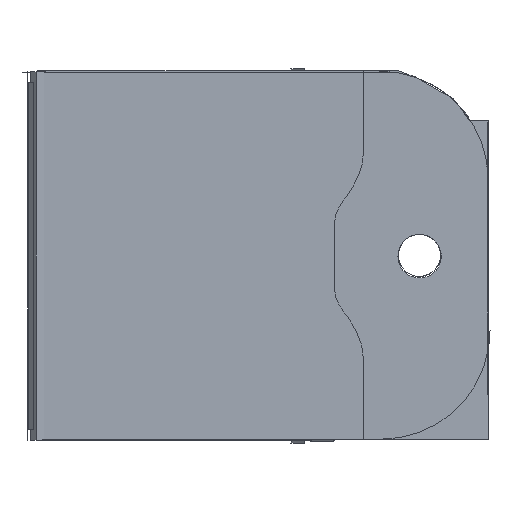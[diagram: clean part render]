
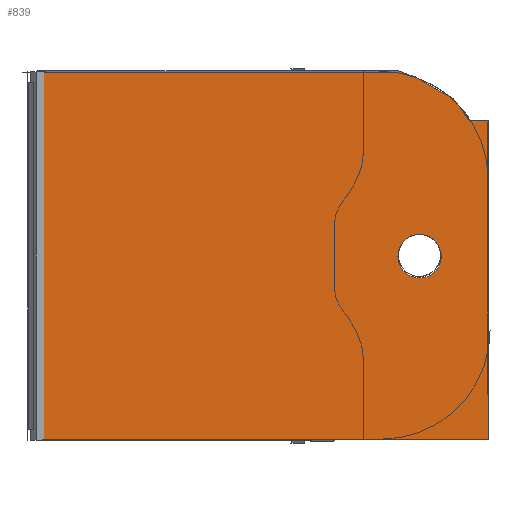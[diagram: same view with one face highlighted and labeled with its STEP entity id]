
A CAD part, front view. The second image highlights one B-rep face of the part: STEP entity #839.
In plain terms, the highlighted planar face has unit normal (0, -1, 0).
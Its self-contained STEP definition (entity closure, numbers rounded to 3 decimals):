
#20=FACE_BOUND('',#164,.T.);
#68=CIRCLE('',#930,4.);
#126=FACE_OUTER_BOUND('',#163,.T.);
#163=EDGE_LOOP('',(#780,#781,#782,#783,#784,#785,#786,#787));
#164=EDGE_LOOP('',(#788));
#252=LINE('',#2090,#347);
#253=LINE('',#2092,#348);
#254=LINE('',#2094,#349);
#255=LINE('',#2096,#350);
#256=LINE('',#2098,#351);
#257=LINE('',#2100,#352);
#258=LINE('',#2102,#353);
#259=LINE('',#2103,#354);
#347=VECTOR('',#1114,10.);
#348=VECTOR('',#1115,10.);
#349=VECTOR('',#1116,10.);
#350=VECTOR('',#1117,10.);
#351=VECTOR('',#1118,10.);
#352=VECTOR('',#1119,10.);
#353=VECTOR('',#1120,10.);
#354=VECTOR('',#1121,10.);
#465=VERTEX_POINT('',#2088);
#466=VERTEX_POINT('',#2089);
#467=VERTEX_POINT('',#2091);
#468=VERTEX_POINT('',#2093);
#469=VERTEX_POINT('',#2095);
#470=VERTEX_POINT('',#2097);
#471=VERTEX_POINT('',#2099);
#472=VERTEX_POINT('',#2101);
#473=VERTEX_POINT('',#2104);
#606=EDGE_CURVE('',#465,#466,#252,.T.);
#607=EDGE_CURVE('',#467,#466,#253,.T.);
#608=EDGE_CURVE('',#467,#468,#254,.T.);
#609=EDGE_CURVE('',#469,#468,#255,.T.);
#610=EDGE_CURVE('',#470,#469,#256,.T.);
#611=EDGE_CURVE('',#470,#471,#257,.T.);
#612=EDGE_CURVE('',#471,#472,#258,.T.);
#613=EDGE_CURVE('',#472,#465,#259,.T.);
#614=EDGE_CURVE('',#473,#473,#68,.T.);
#780=ORIENTED_EDGE('',*,*,#606,.T.);
#781=ORIENTED_EDGE('',*,*,#607,.F.);
#782=ORIENTED_EDGE('',*,*,#608,.T.);
#783=ORIENTED_EDGE('',*,*,#609,.F.);
#784=ORIENTED_EDGE('',*,*,#610,.F.);
#785=ORIENTED_EDGE('',*,*,#611,.T.);
#786=ORIENTED_EDGE('',*,*,#612,.T.);
#787=ORIENTED_EDGE('',*,*,#613,.T.);
#788=ORIENTED_EDGE('',*,*,#614,.T.);
#805=PLANE('',#929);
#839=ADVANCED_FACE('',(#126,#20),#805,.T.);
#929=AXIS2_PLACEMENT_3D('',#2087,#1112,#1113);
#930=AXIS2_PLACEMENT_3D('',#2105,#1122,#1123);
#1112=DIRECTION('center_axis',(0.,-1.,0.));
#1113=DIRECTION('ref_axis',(1.,0.,0.));
#1114=DIRECTION('',(-0.938,0.,0.348));
#1115=DIRECTION('',(1.,0.,0.));
#1116=DIRECTION('',(0.,0.,-1.));
#1117=DIRECTION('',(-1.,0.,0.));
#1118=DIRECTION('',(0.,0.,-1.));
#1119=DIRECTION('',(-1.,0.,0.));
#1120=DIRECTION('',(-0.603,0.,0.798));
#1121=DIRECTION('',(-0.868,0.,0.496));
#1122=DIRECTION('center_axis',(0.,1.,0.));
#1123=DIRECTION('ref_axis',(0.,0.,1.));
#2087=CARTESIAN_POINT('Origin',(-0.19,9.629,44.948));
#2088=CARTESIAN_POINT('',(83.,9.629,33.));
#2089=CARTESIAN_POINT('',(79.917,9.629,34.144));
#2090=CARTESIAN_POINT('',(42.951,9.629,47.864));
#2091=CARTESIAN_POINT('',(13.419,9.629,34.144));
#2092=CARTESIAN_POINT('',(30.633,9.629,34.144));
#2093=CARTESIAN_POINT('',(13.419,9.629,-33.907));
#2094=CARTESIAN_POINT('',(13.419,9.629,11.81));
#2095=CARTESIAN_POINT('',(96.561,9.629,-33.907));
#2096=CARTESIAN_POINT('',(30.633,9.629,-33.907));
#2097=CARTESIAN_POINT('',(96.561,9.629,25.029));
#2098=CARTESIAN_POINT('',(96.561,9.629,22.474));
#2099=CARTESIAN_POINT('',(93.,9.629,25.029));
#2100=CARTESIAN_POINT('',(46.405,9.629,25.029));
#2101=CARTESIAN_POINT('',(90.,9.629,29.));
#2102=CARTESIAN_POINT('',(69.778,9.629,55.766));
#2103=CARTESIAN_POINT('',(49.07,9.629,52.388));
#2104=CARTESIAN_POINT('',(83.81,9.629,-4.052));
#2105=CARTESIAN_POINT('Origin',(83.81,9.629,-0.052));
